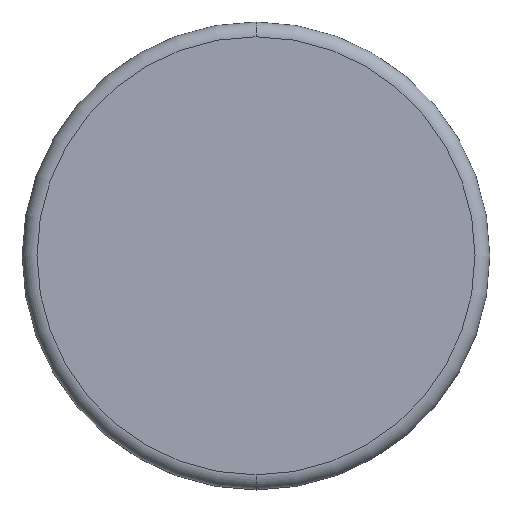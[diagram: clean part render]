
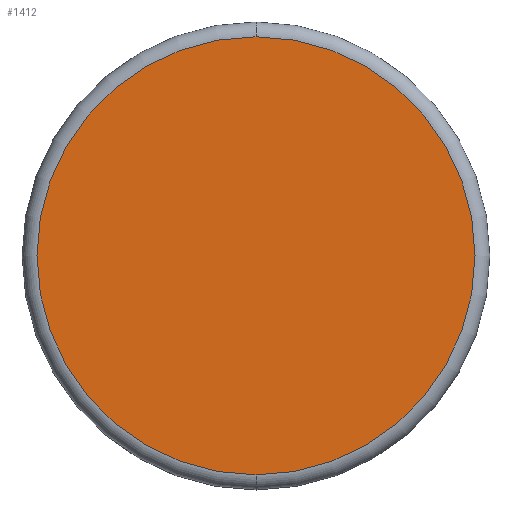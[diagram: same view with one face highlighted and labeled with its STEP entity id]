
A CAD part, top view. The second image highlights one B-rep face of the part: STEP entity #1412.
In plain terms, the highlighted planar face has unit normal (0, 0, 1).
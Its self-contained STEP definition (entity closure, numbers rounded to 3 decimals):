
#23=CARTESIAN_POINT('',(0.,0.,0.));
#24=DIRECTION('',(0.,0.,1.));
#25=DIRECTION('',(0.,-1.,0.));
#26=AXIS2_PLACEMENT_3D('',#23,#24,#25);
#38=CARTESIAN_POINT('',(0.,0.,0.));
#39=DIRECTION('',(0.,0.,-1.));
#40=DIRECTION('',(0.,-1.,0.));
#41=AXIS2_PLACEMENT_3D('',#38,#39,#40);
#1333=CARTESIAN_POINT('',(0.,-29.5,0.));
#1335=VERTEX_POINT('',#1333);
#1351=CARTESIAN_POINT('',(0.,29.5,0.));
#1353=VERTEX_POINT('',#1351);
#1401=CARTESIAN_POINT('',(0.,0.,0.));
#1402=DIRECTION('',(0.,0.,1.));
#1403=DIRECTION('',(0.,1.,0.));
#1404=AXIS2_PLACEMENT_3D('',#1401,#1402,#1403);
#1405=PLANE('',#1404);
#1407=ORIENTED_EDGE('',*,*,#1406,.F.);
#1409=ORIENTED_EDGE('',*,*,#1408,.T.);
#1410=EDGE_LOOP('',(#1407,#1409));
#1411=FACE_OUTER_BOUND('',#1410,.F.);
#27=CIRCLE('',#26,29.5);
#42=CIRCLE('',#41,29.5);
#1406=EDGE_CURVE('',#1335,#1353,#27,.T.);
#1408=EDGE_CURVE('',#1335,#1353,#42,.T.);
#1412=ADVANCED_FACE('',(#1411),#1405,.T.);
